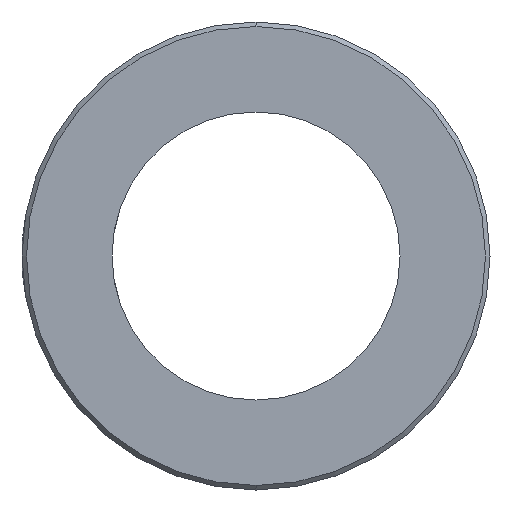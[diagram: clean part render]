
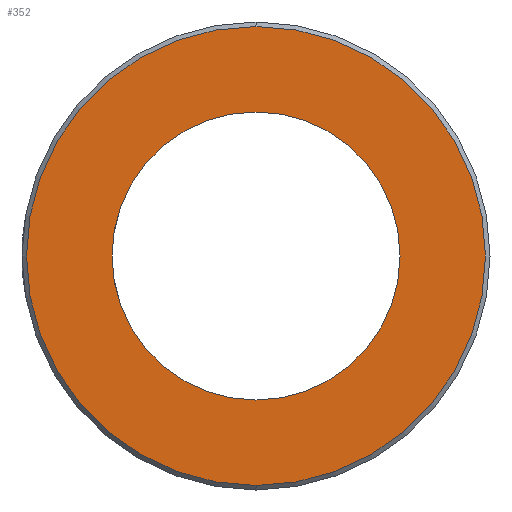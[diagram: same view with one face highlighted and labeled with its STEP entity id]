
A CAD part, left-side view. The second image highlights one B-rep face of the part: STEP entity #352.
In plain terms, the highlighted planar face has unit normal (-1, 0, 0).
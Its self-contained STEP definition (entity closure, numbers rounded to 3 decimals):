
#17 = VERTEX_POINT ( 'NONE', #3137 ) ;
#42 = AXIS2_PLACEMENT_3D ( 'NONE', #1136, #1464, #4129 ) ;
#75 = EDGE_CURVE ( 'NONE', #3588, #17, #1733, .T. ) ;
#97 = EDGE_CURVE ( 'NONE', #17, #3588, #686, .T. ) ;
#118 = DIRECTION ( 'NONE',  ( 0., 0., -1. ) ) ;
#352 = ADVANCED_FACE ( 'NONE', ( #1295, #4237 ), #1225, .F. ) ;
#353 = ORIENTED_EDGE ( 'NONE', *, *, #97, .T. ) ;
#550 = ORIENTED_EDGE ( 'NONE', *, *, #3467, .F. ) ;
#564 = EDGE_CURVE ( 'NONE', #1749, #3825, #2858, .T. ) ;
#686 = CIRCLE ( 'NONE', #2302, 25.5 ) ;
#868 = DIRECTION ( 'NONE',  ( 0., 0., -1. ) ) ;
#1136 = CARTESIAN_POINT ( 'NONE',  ( -14.39, 0., 0. ) ) ;
#1225 = PLANE ( 'NONE',  #3359 ) ;
#1295 = FACE_OUTER_BOUND ( 'NONE', #2507, .T. ) ;
#1325 = CARTESIAN_POINT ( 'NONE',  ( -14.39, 0., -16. ) ) ;
#1464 = DIRECTION ( 'NONE',  ( -1., 0., 0. ) ) ;
#1733 = CIRCLE ( 'NONE', #2082, 25.5 ) ;
#1749 = VERTEX_POINT ( 'NONE', #1937 ) ;
#1814 = DIRECTION ( 'NONE',  ( -1., 0., 0. ) ) ;
#1870 = CIRCLE ( 'NONE', #42, 16. ) ;
#1937 = CARTESIAN_POINT ( 'NONE',  ( -14.39, 0., 16. ) ) ;
#2082 = AXIS2_PLACEMENT_3D ( 'NONE', #2807, #2847, #118 ) ;
#2277 = DIRECTION ( 'NONE',  ( 1., 0., 0. ) ) ;
#2302 = AXIS2_PLACEMENT_3D ( 'NONE', #2477, #1814, #2501 ) ;
#2477 = CARTESIAN_POINT ( 'NONE',  ( -14.39, 0., 0. ) ) ;
#2501 = DIRECTION ( 'NONE',  ( 0., 0., -1. ) ) ;
#2507 = EDGE_LOOP ( 'NONE', ( #353, #3848 ) ) ;
#2547 = CARTESIAN_POINT ( 'NONE',  ( -14.39, 0., 25.5 ) ) ;
#2704 = CARTESIAN_POINT ( 'NONE',  ( -14.39, 0., 0. ) ) ;
#2723 = DIRECTION ( 'NONE',  ( 0., 0., 1. ) ) ;
#2807 = CARTESIAN_POINT ( 'NONE',  ( -14.39, 0., 0. ) ) ;
#2847 = DIRECTION ( 'NONE',  ( -1., 0., 0. ) ) ;
#2858 = CIRCLE ( 'NONE', #3427, 16. ) ;
#3004 = DIRECTION ( 'NONE',  ( -1., 0., 0. ) ) ;
#3137 = CARTESIAN_POINT ( 'NONE',  ( -14.39, 0., -25.5 ) ) ;
#3300 = ORIENTED_EDGE ( 'NONE', *, *, #564, .F. ) ;
#3359 = AXIS2_PLACEMENT_3D ( 'NONE', #3885, #2277, #868 ) ;
#3427 = AXIS2_PLACEMENT_3D ( 'NONE', #2704, #3004, #2723 ) ;
#3467 = EDGE_CURVE ( 'NONE', #3825, #1749, #1870, .T. ) ;
#3588 = VERTEX_POINT ( 'NONE', #2547 ) ;
#3825 = VERTEX_POINT ( 'NONE', #1325 ) ;
#3848 = ORIENTED_EDGE ( 'NONE', *, *, #75, .T. ) ;
#3885 = CARTESIAN_POINT ( 'NONE',  ( -14.39, 16., 0. ) ) ;
#4129 = DIRECTION ( 'NONE',  ( 0., 0., 1. ) ) ;
#4237 = FACE_BOUND ( 'NONE', #4266, .T. ) ;
#4266 = EDGE_LOOP ( 'NONE', ( #3300, #550 ) ) ;
